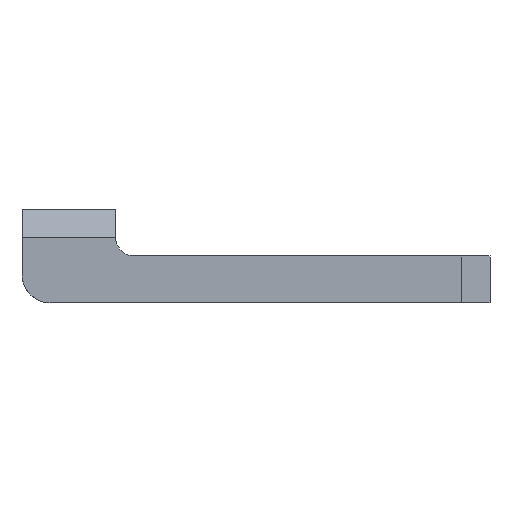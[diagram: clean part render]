
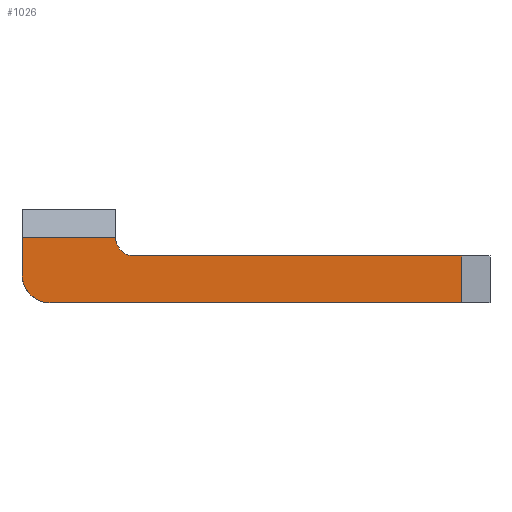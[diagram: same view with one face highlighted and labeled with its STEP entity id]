
A CAD part, front view. The second image highlights one B-rep face of the part: STEP entity #1026.
In plain terms, the highlighted planar face has unit normal (0, -1, 0).
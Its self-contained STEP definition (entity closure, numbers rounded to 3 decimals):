
#24 = VERTEX_POINT('',#25);
#25 = CARTESIAN_POINT('',(-34.,-64.5,2.));
#44 = CYLINDRICAL_SURFACE('',#45,2.);
#45 = AXIS2_PLACEMENT_3D('',#46,#47,#48);
#46 = CARTESIAN_POINT('',(-32.,-39.5,2.));
#47 = DIRECTION('',(0.,-1.,0.));
#48 = DIRECTION('',(-1.,0.,0.));
#126 = PLANE('',#127);
#127 = AXIS2_PLACEMENT_3D('',#128,#129,#130);
#128 = CARTESIAN_POINT('',(-44.,-63.,3.5));
#129 = DIRECTION('',(0.,0.707,-0.707));
#130 = DIRECTION('',(-1.,-0.,-0.));
#175 = VERTEX_POINT('',#176);
#176 = CARTESIAN_POINT('',(-32.,-64.5,0.));
#190 = PLANE('',#191);
#191 = AXIS2_PLACEMENT_3D('',#192,#193,#194);
#192 = CARTESIAN_POINT('',(6.,-39.5,0.));
#193 = DIRECTION('',(0.,0.,-1.));
#194 = DIRECTION('',(0.,-1.,0.));
#202 = EDGE_CURVE('',#24,#175,#203,.T.);
#203 = SURFACE_CURVE('',#204,(#209,#216),.PCURVE_S1.);
#204 = CIRCLE('',#205,2.);
#205 = AXIS2_PLACEMENT_3D('',#206,#207,#208);
#206 = CARTESIAN_POINT('',(-32.,-64.5,2.));
#207 = DIRECTION('',(0.,-1.,0.));
#208 = DIRECTION('',(1.,0.,0.));
#209 = PCURVE('',#44,#210);
#210 = DEFINITIONAL_REPRESENTATION('',(#211),#215);
#211 = LINE('',#212,#213);
#212 = CARTESIAN_POINT('',(-3.142,25.));
#213 = VECTOR('',#214,1.);
#214 = DIRECTION('',(1.,0.));
#215 = ( GEOMETRIC_REPRESENTATION_CONTEXT(2) 
PARAMETRIC_REPRESENTATION_CONTEXT() REPRESENTATION_CONTEXT('2D SPACE',''
  ) );
#216 = PCURVE('',#217,#222);
#217 = PLANE('',#218);
#218 = AXIS2_PLACEMENT_3D('',#219,#220,#221);
#219 = CARTESIAN_POINT('',(-20.891,-64.5,-2.142));
#220 = DIRECTION('',(0.,-1.,0.));
#221 = DIRECTION('',(0.,0.,-1.));
#222 = DEFINITIONAL_REPRESENTATION('',(#223),#227);
#223 = CIRCLE('',#224,2.);
#224 = AXIS2_PLACEMENT_2D('',#225,#226);
#225 = CARTESIAN_POINT('',(-4.142,-11.109));
#226 = DIRECTION('',(0.,1.));
#227 = ( GEOMETRIC_REPRESENTATION_CONTEXT(2) 
PARAMETRIC_REPRESENTATION_CONTEXT() REPRESENTATION_CONTEXT('2D SPACE',''
  ) );
#251 = PLANE('',#252);
#252 = AXIS2_PLACEMENT_3D('',#253,#254,#255);
#253 = CARTESIAN_POINT('',(-44.,-64.5,-5.));
#254 = DIRECTION('',(1.,0.,0.));
#255 = DIRECTION('',(0.,0.,1.));
#310 = VERTEX_POINT('',#311);
#311 = CARTESIAN_POINT('',(-44.,-64.5,2.));
#334 = EDGE_CURVE('',#310,#24,#335,.T.);
#335 = SURFACE_CURVE('',#336,(#340,#347),.PCURVE_S1.);
#336 = LINE('',#337,#338);
#337 = CARTESIAN_POINT('',(-44.,-64.5,2.));
#338 = VECTOR('',#339,1.);
#339 = DIRECTION('',(1.,0.,0.));
#340 = PCURVE('',#126,#341);
#341 = DEFINITIONAL_REPRESENTATION('',(#342),#346);
#342 = LINE('',#343,#344);
#343 = CARTESIAN_POINT('',(-0.,-2.121));
#344 = VECTOR('',#345,1.);
#345 = DIRECTION('',(-1.,0.));
#346 = ( GEOMETRIC_REPRESENTATION_CONTEXT(2) 
PARAMETRIC_REPRESENTATION_CONTEXT() REPRESENTATION_CONTEXT('2D SPACE',''
  ) );
#347 = PCURVE('',#217,#348);
#348 = DEFINITIONAL_REPRESENTATION('',(#349),#353);
#349 = LINE('',#350,#351);
#350 = CARTESIAN_POINT('',(-4.142,-23.109));
#351 = VECTOR('',#352,1.);
#352 = DIRECTION('',(0.,1.));
#353 = ( GEOMETRIC_REPRESENTATION_CONTEXT(2) 
PARAMETRIC_REPRESENTATION_CONTEXT() REPRESENTATION_CONTEXT('2D SPACE',''
  ) );
#704 = VERTEX_POINT('',#705);
#705 = CARTESIAN_POINT('',(3.,-64.5,0.));
#719 = PLANE('',#720);
#720 = AXIS2_PLACEMENT_3D('',#721,#722,#723);
#721 = CARTESIAN_POINT('',(4.5,-63.,0.));
#722 = DIRECTION('',(-0.707,0.707,0.));
#723 = DIRECTION('',(0.,0.,1.));
#731 = EDGE_CURVE('',#704,#175,#732,.T.);
#732 = SURFACE_CURVE('',#733,(#737,#744),.PCURVE_S1.);
#733 = LINE('',#734,#735);
#734 = CARTESIAN_POINT('',(6.,-64.5,0.));
#735 = VECTOR('',#736,1.);
#736 = DIRECTION('',(-1.,0.,0.));
#737 = PCURVE('',#190,#738);
#738 = DEFINITIONAL_REPRESENTATION('',(#739),#743);
#739 = LINE('',#740,#741);
#740 = CARTESIAN_POINT('',(25.,0.));
#741 = VECTOR('',#742,1.);
#742 = DIRECTION('',(0.,1.));
#743 = ( GEOMETRIC_REPRESENTATION_CONTEXT(2) 
PARAMETRIC_REPRESENTATION_CONTEXT() REPRESENTATION_CONTEXT('2D SPACE',''
  ) );
#744 = PCURVE('',#217,#745);
#745 = DEFINITIONAL_REPRESENTATION('',(#746),#750);
#746 = LINE('',#747,#748);
#747 = CARTESIAN_POINT('',(-2.142,26.891));
#748 = VECTOR('',#749,1.);
#749 = DIRECTION('',(0.,-1.));
#750 = ( GEOMETRIC_REPRESENTATION_CONTEXT(2) 
PARAMETRIC_REPRESENTATION_CONTEXT() REPRESENTATION_CONTEXT('2D SPACE',''
  ) );
#1026 = ADVANCED_FACE('',(#1027),#217,.T.);
#1027 = FACE_BOUND('',#1028,.T.);
#1028 = EDGE_LOOP('',(#1029,#1030,#1031,#1032,#1055,#1084,#1112));
#1029 = ORIENTED_EDGE('',*,*,#731,.T.);
#1030 = ORIENTED_EDGE('',*,*,#202,.F.);
#1031 = ORIENTED_EDGE('',*,*,#334,.F.);
#1032 = ORIENTED_EDGE('',*,*,#1033,.F.);
#1033 = EDGE_CURVE('',#1034,#310,#1036,.T.);
#1034 = VERTEX_POINT('',#1035);
#1035 = CARTESIAN_POINT('',(-44.,-64.5,-2.));
#1036 = SURFACE_CURVE('',#1037,(#1041,#1048),.PCURVE_S1.);
#1037 = LINE('',#1038,#1039);
#1038 = CARTESIAN_POINT('',(-44.,-64.5,-5.));
#1039 = VECTOR('',#1040,1.);
#1040 = DIRECTION('',(0.,0.,1.));
#1041 = PCURVE('',#217,#1042);
#1042 = DEFINITIONAL_REPRESENTATION('',(#1043),#1047);
#1043 = LINE('',#1044,#1045);
#1044 = CARTESIAN_POINT('',(2.858,-23.109));
#1045 = VECTOR('',#1046,1.);
#1046 = DIRECTION('',(-1.,0.));
#1047 = ( GEOMETRIC_REPRESENTATION_CONTEXT(2) 
PARAMETRIC_REPRESENTATION_CONTEXT() REPRESENTATION_CONTEXT('2D SPACE',''
  ) );
#1048 = PCURVE('',#251,#1049);
#1049 = DEFINITIONAL_REPRESENTATION('',(#1050),#1054);
#1050 = LINE('',#1051,#1052);
#1051 = CARTESIAN_POINT('',(0.,0.));
#1052 = VECTOR('',#1053,1.);
#1053 = DIRECTION('',(1.,0.));
#1054 = ( GEOMETRIC_REPRESENTATION_CONTEXT(2) 
PARAMETRIC_REPRESENTATION_CONTEXT() REPRESENTATION_CONTEXT('2D SPACE',''
  ) );
#1055 = ORIENTED_EDGE('',*,*,#1056,.T.);
#1056 = EDGE_CURVE('',#1034,#1057,#1059,.T.);
#1057 = VERTEX_POINT('',#1058);
#1058 = CARTESIAN_POINT('',(-41.,-64.5,-5.));
#1059 = SURFACE_CURVE('',#1060,(#1065,#1072),.PCURVE_S1.);
#1060 = CIRCLE('',#1061,3.);
#1061 = AXIS2_PLACEMENT_3D('',#1062,#1063,#1064);
#1062 = CARTESIAN_POINT('',(-41.,-64.5,-2.));
#1063 = DIRECTION('',(0.,-1.,0.));
#1064 = DIRECTION('',(0.,0.,1.));
#1065 = PCURVE('',#217,#1066);
#1066 = DEFINITIONAL_REPRESENTATION('',(#1067),#1071);
#1067 = CIRCLE('',#1068,3.);
#1068 = AXIS2_PLACEMENT_2D('',#1069,#1070);
#1069 = CARTESIAN_POINT('',(-0.142,-20.109));
#1070 = DIRECTION('',(-1.,0.));
#1071 = ( GEOMETRIC_REPRESENTATION_CONTEXT(2) 
PARAMETRIC_REPRESENTATION_CONTEXT() REPRESENTATION_CONTEXT('2D SPACE',''
  ) );
#1072 = PCURVE('',#1073,#1078);
#1073 = CYLINDRICAL_SURFACE('',#1074,3.);
#1074 = AXIS2_PLACEMENT_3D('',#1075,#1076,#1077);
#1075 = CARTESIAN_POINT('',(-41.,-64.5,-2.));
#1076 = DIRECTION('',(0.,1.,0.));
#1077 = DIRECTION('',(-1.,0.,0.));
#1078 = DEFINITIONAL_REPRESENTATION('',(#1079),#1083);
#1079 = LINE('',#1080,#1081);
#1080 = CARTESIAN_POINT('',(1.571,-0.));
#1081 = VECTOR('',#1082,1.);
#1082 = DIRECTION('',(-1.,0.));
#1083 = ( GEOMETRIC_REPRESENTATION_CONTEXT(2) 
PARAMETRIC_REPRESENTATION_CONTEXT() REPRESENTATION_CONTEXT('2D SPACE',''
  ) );
#1084 = ORIENTED_EDGE('',*,*,#1085,.F.);
#1085 = EDGE_CURVE('',#1086,#1057,#1088,.T.);
#1086 = VERTEX_POINT('',#1087);
#1087 = CARTESIAN_POINT('',(3.,-64.5,-5.));
#1088 = SURFACE_CURVE('',#1089,(#1093,#1100),.PCURVE_S1.);
#1089 = LINE('',#1090,#1091);
#1090 = CARTESIAN_POINT('',(6.,-64.5,-5.));
#1091 = VECTOR('',#1092,1.);
#1092 = DIRECTION('',(-1.,0.,0.));
#1093 = PCURVE('',#217,#1094);
#1094 = DEFINITIONAL_REPRESENTATION('',(#1095),#1099);
#1095 = LINE('',#1096,#1097);
#1096 = CARTESIAN_POINT('',(2.858,26.891));
#1097 = VECTOR('',#1098,1.);
#1098 = DIRECTION('',(0.,-1.));
#1099 = ( GEOMETRIC_REPRESENTATION_CONTEXT(2) 
PARAMETRIC_REPRESENTATION_CONTEXT() REPRESENTATION_CONTEXT('2D SPACE',''
  ) );
#1100 = PCURVE('',#1101,#1106);
#1101 = PLANE('',#1102);
#1102 = AXIS2_PLACEMENT_3D('',#1103,#1104,#1105);
#1103 = CARTESIAN_POINT('',(-17.443,-61.486,-5.));
#1104 = DIRECTION('',(0.,0.,-1.));
#1105 = DIRECTION('',(-1.,0.,0.));
#1106 = DEFINITIONAL_REPRESENTATION('',(#1107),#1111);
#1107 = LINE('',#1108,#1109);
#1108 = CARTESIAN_POINT('',(-23.443,-3.014));
#1109 = VECTOR('',#1110,1.);
#1110 = DIRECTION('',(1.,0.));
#1111 = ( GEOMETRIC_REPRESENTATION_CONTEXT(2) 
PARAMETRIC_REPRESENTATION_CONTEXT() REPRESENTATION_CONTEXT('2D SPACE',''
  ) );
#1112 = ORIENTED_EDGE('',*,*,#1113,.F.);
#1113 = EDGE_CURVE('',#704,#1086,#1114,.T.);
#1114 = SURFACE_CURVE('',#1115,(#1119,#1126),.PCURVE_S1.);
#1115 = LINE('',#1116,#1117);
#1116 = CARTESIAN_POINT('',(3.,-64.5,0.));
#1117 = VECTOR('',#1118,1.);
#1118 = DIRECTION('',(0.,0.,-1.));
#1119 = PCURVE('',#217,#1120);
#1120 = DEFINITIONAL_REPRESENTATION('',(#1121),#1125);
#1121 = LINE('',#1122,#1123);
#1122 = CARTESIAN_POINT('',(-2.142,23.891));
#1123 = VECTOR('',#1124,1.);
#1124 = DIRECTION('',(1.,0.));
#1125 = ( GEOMETRIC_REPRESENTATION_CONTEXT(2) 
PARAMETRIC_REPRESENTATION_CONTEXT() REPRESENTATION_CONTEXT('2D SPACE',''
  ) );
#1126 = PCURVE('',#719,#1127);
#1127 = DEFINITIONAL_REPRESENTATION('',(#1128),#1132);
#1128 = LINE('',#1129,#1130);
#1129 = CARTESIAN_POINT('',(-0.,-2.121));
#1130 = VECTOR('',#1131,1.);
#1131 = DIRECTION('',(-1.,0.));
#1132 = ( GEOMETRIC_REPRESENTATION_CONTEXT(2) 
PARAMETRIC_REPRESENTATION_CONTEXT() REPRESENTATION_CONTEXT('2D SPACE',''
  ) );
